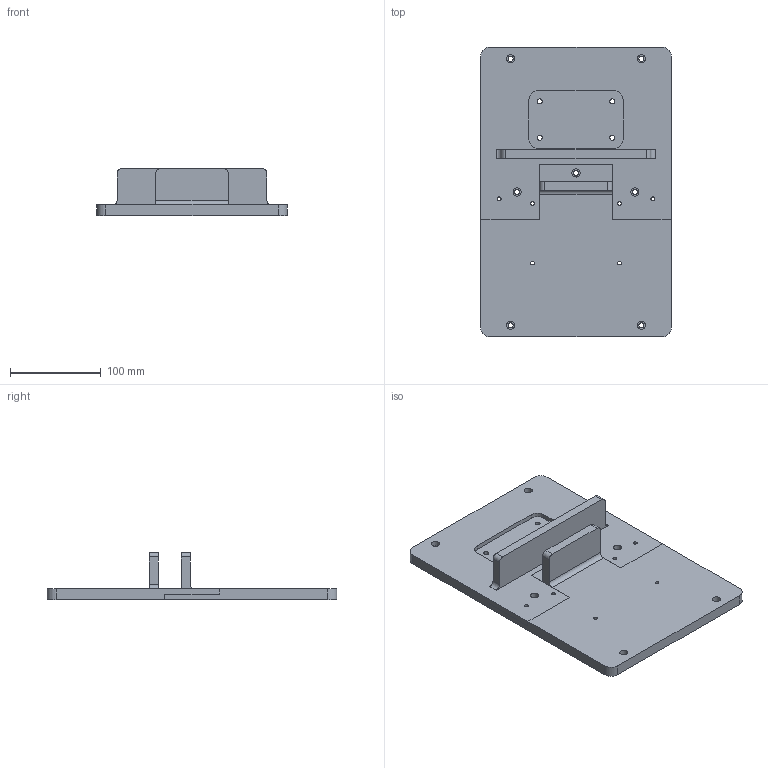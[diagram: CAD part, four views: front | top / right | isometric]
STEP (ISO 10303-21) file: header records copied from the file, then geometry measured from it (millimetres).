
FILE_DESCRIPTION(/* description */ (''),/* implementation_level */ '2;1');
FILE_NAME(/* name */ '',/* time_stamp */ '2025-11-29T16:53:50+09:00',/* author */ (''),/* organization */ (''),/* preprocessor_version */ 'ST-DEVELOPER v20.1',/* originating_system */ 'Autodesk Translation Framework v14.21.0.0',/* authorisation */ '');
FILE_SCHEMA (('AUTOMOTIVE_DESIGN { 1 0 10303 214 3 1 1 }'));
Length unit declared in the file: millimetre
Products named in the file (3): 02_基盤固定パーツ; コンポーネント1; コンポーネント2
Assembly tree (2 placements, depth 2):
  02_基盤固定パーツ
    コンポーネント1
    コンポーネント2
Bounding box: 210 x 320 x 52 mm (x, y, z)
Volume: 862466.1 mm3; surface area: 204581.3 mm2
Topology: 2 solids, 2 shells, 172 faces, 438 edges, 292 vertices
Faces by surface type: plane 120, cylinder 52
Full cylindrical faces by diameter (mm): 4 x6, 4.2 x4, 5.6 x14, 9 x13
Entity records: 5375 total; most frequent: CARTESIAN_POINT 907, DIRECTION 896, ORIENTED_EDGE 876, EDGE_CURVE 438, LINE 334, VECTOR 334, VERTEX_POINT 292, AXIS2_PLACEMENT_3D 281
